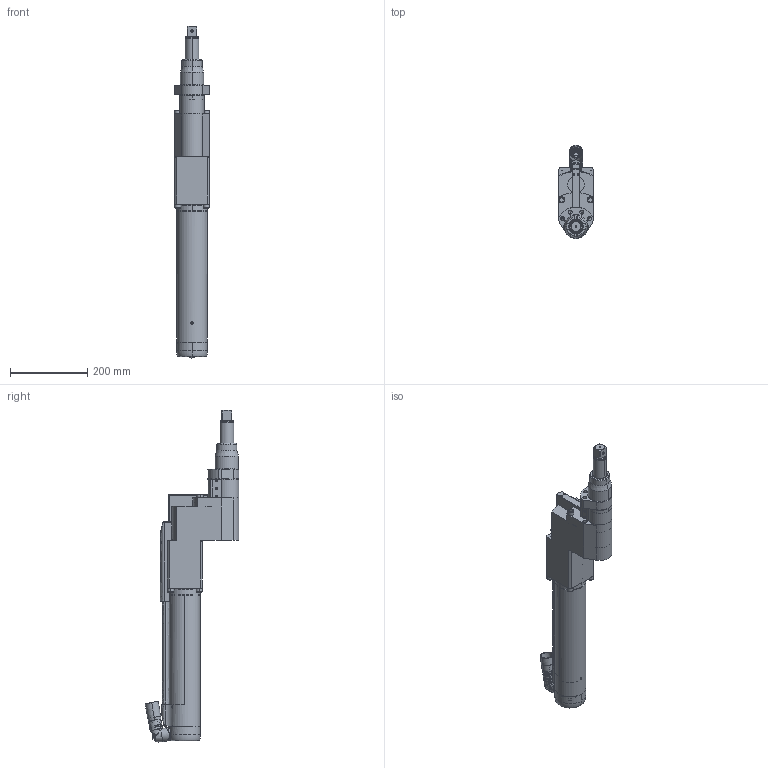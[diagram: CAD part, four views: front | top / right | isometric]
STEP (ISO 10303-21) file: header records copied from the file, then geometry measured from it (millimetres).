
FILE_DESCRIPTION((''),'2;1');
FILE_NAME('K_8435608520_ASM','2013-04-10T',('tooextcsr'),(''),'PRO/ENGINEER BY PARAMETRIC TECHNOLOGY CORPORATION, 2012420','PRO/ENGINEER BY PARAMETRIC TECHNOLOGY CORPORATION, 2012420','');
FILE_SCHEMA(('CONFIG_CONTROL_DESIGN','GEOMETRIC_VALIDATION_PROPERTIES_MIM'));
Products named in the file (5): QST90_750_COT_BODY_50; QST90_REARCOVER_01; QST_CONNECTOR_02; QST90_SOCKETHOLDER_152_25; K_8435608520_ASM
Assembly tree (4 placements, depth 2):
  K_8435608520_ASM
    QST90_750_COT_BODY_50
    QST90_REARCOVER_01
    QST_CONNECTOR_02
    QST90_SOCKETHOLDER_152_25
Bounding box: 90 x 241.88 x 857.19 mm (x, y, z)
Volume: 2910700.8 mm3; surface area: 676897.5 mm2
Topology: 4 solids, 28 shells, 3548 faces, 9642 edges, 6265 vertices
Faces by surface type: plane 1436, cylinder 1101, torus 382, cone 347, bspline 243, sphere 22, extrusion 11, revolution 6
Entity records: 149452 total; most frequent: CARTESIAN_POINT 38227, ORIENTED_EDGE 19126, DIRECTION 17743, EDGE_CURVE 9581, AXIS2_PLACEMENT_3D 6750, VERTEX_POINT 6265, VECTOR 4237, LINE 4226
